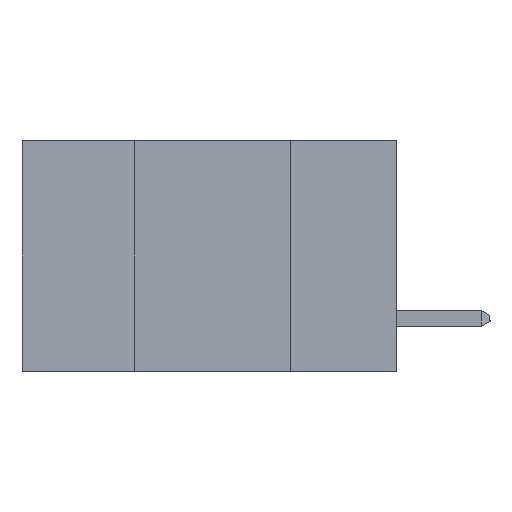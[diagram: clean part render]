
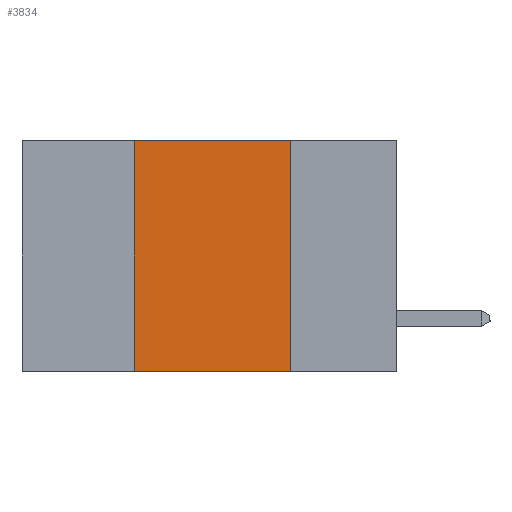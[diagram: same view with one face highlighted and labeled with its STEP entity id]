
A CAD part, left-side view. The second image highlights one B-rep face of the part: STEP entity #3834.
In plain terms, the highlighted planar face has unit normal (-1, 0, 0).
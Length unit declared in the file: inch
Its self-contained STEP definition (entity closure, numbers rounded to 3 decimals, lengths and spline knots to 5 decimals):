
#690 = EDGE_CURVE ( 'NONE', #9988, #1750, #7744, .T. ) ;
#975 = EDGE_CURVE ( 'NONE', #11283, #2320, #6707, .T. ) ;
#1029 = CARTESIAN_POINT ( 'NONE',  ( 0., 0.6, 0. ) ) ;
#1750 = VERTEX_POINT ( 'NONE', #7096 ) ;
#2013 = DIRECTION ( 'NONE',  ( 0., 0., -1. ) ) ;
#2320 = VERTEX_POINT ( 'NONE', #10244 ) ;
#2755 = FACE_OUTER_BOUND ( 'NONE', #5534, .T. ) ;
#3352 = CARTESIAN_POINT ( 'NONE',  ( 0., 0.17, 0. ) ) ;
#3394 = ORIENTED_EDGE ( 'NONE', *, *, #11704, .F. ) ;
#3834 = ADVANCED_FACE ( 'NONE', ( #2755 ), #11478, .F. ) ;
#4030 = ORIENTED_EDGE ( 'NONE', *, *, #975, .F. ) ;
#5534 = EDGE_LOOP ( 'NONE', ( #3394, #4030, #10352, #6848 ) ) ;
#5622 = LINE ( 'NONE', #8285, #10603 ) ;
#6297 = CARTESIAN_POINT ( 'NONE',  ( 0., 0.42, -0.37 ) ) ;
#6415 = DIRECTION ( 'NONE',  ( 0., 0., 1. ) ) ;
#6707 = LINE ( 'NONE', #9549, #8884 ) ;
#6848 = ORIENTED_EDGE ( 'NONE', *, *, #690, .T. ) ;
#7096 = CARTESIAN_POINT ( 'NONE',  ( 0., 0.17, -0.37 ) ) ;
#7742 = DIRECTION ( 'NONE',  ( 1., 0., 0. ) ) ;
#7744 = LINE ( 'NONE', #11867, #12135 ) ;
#8285 = CARTESIAN_POINT ( 'NONE',  ( 0., 0.42, 0. ) ) ;
#8541 = EDGE_CURVE ( 'NONE', #9988, #11283, #5622, .T. ) ;
#8619 = DIRECTION ( 'NONE',  ( 0., -1., 0. ) ) ;
#8884 = VECTOR ( 'NONE', #8619, 39.37008 ) ;
#9015 = DIRECTION ( 'NONE',  ( 0., 0., -1. ) ) ;
#9274 = CARTESIAN_POINT ( 'NONE',  ( 0., 0.42, 0. ) ) ;
#9502 = LINE ( 'NONE', #3352, #11429 ) ;
#9549 = CARTESIAN_POINT ( 'NONE',  ( 0., 0.6, 0. ) ) ;
#9988 = VERTEX_POINT ( 'NONE', #6297 ) ;
#10244 = CARTESIAN_POINT ( 'NONE',  ( 0., 0.17, 0. ) ) ;
#10313 = AXIS2_PLACEMENT_3D ( 'NONE', #1029, #7742, #2013 ) ;
#10352 = ORIENTED_EDGE ( 'NONE', *, *, #8541, .F. ) ;
#10603 = VECTOR ( 'NONE', #6415, 39.37008 ) ;
#11283 = VERTEX_POINT ( 'NONE', #9274 ) ;
#11429 = VECTOR ( 'NONE', #9015, 39.37008 ) ;
#11478 = PLANE ( 'NONE',  #10313 ) ;
#11704 = EDGE_CURVE ( 'NONE', #2320, #1750, #9502, .T. ) ;
#11867 = CARTESIAN_POINT ( 'NONE',  ( 0., 0.6, -0.37 ) ) ;
#11895 = DIRECTION ( 'NONE',  ( 0., -1., 0. ) ) ;
#12135 = VECTOR ( 'NONE', #11895, 39.37008 ) ;
